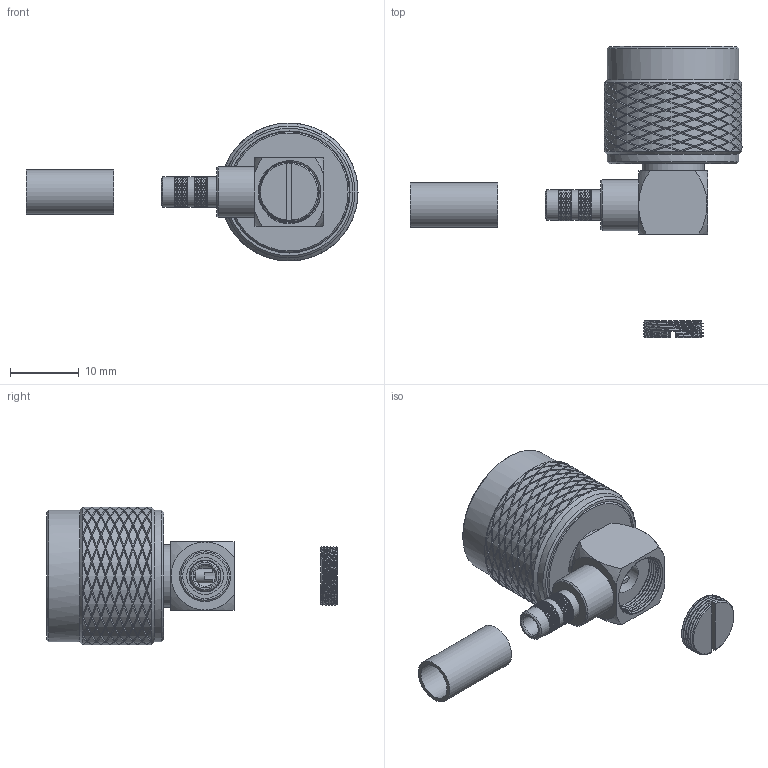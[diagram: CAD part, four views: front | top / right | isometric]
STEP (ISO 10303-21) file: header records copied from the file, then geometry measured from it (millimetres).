
FILE_DESCRIPTION(/* description */ ('Unknown'),/* implementation_level */ '2;1');
FILE_NAME(/* name */ '60436022210321',/* time_stamp */ '2022-03-16T16:32:45+01:00',/* author */ ('Unknown'),/* organization */ ('Unknown'),/* preprocessor_version */ 'ST-DEVELOPER v16.7',/* originating_system */ 'Solid Edge',/* authorisation */ 'Unknown');
FILE_SCHEMA (('AUTOMOTIVE_DESIGN {1 0 10303 214 3 1 1}'));
Length unit declared in the file: millimetre
Products named in the file (1): 60436022210321
Bounding box: 48.15 x 42.2 x 19.98 mm (x, y, z)
Volume: 4169.7 mm3; surface area: 6691.3 mm2
Topology: 3 solids, 3 shells, 4737 faces, 9786 edges, 5078 vertices
Faces by surface type: bspline 3473, cylinder 1003, plane 158, cone 99, torus 4
Full cylindrical faces by diameter (mm): 1.65 x1, 2.1 x2, 2.15 x2, 3.05 x1, 4.4 x3, 4.45 x1, 5.33 x1, 5.75 x1, 6.48 x1, 7 x1, 7.4 x1, 7.7 x1, 8 x1, 8.2 x1, 9 x2, 16.5 x3, 17.5 x2, 17.7 x2, 19.1 x2
Entity records: 269770 total; most frequent: CARTESIAN_POINT 176595, ORIENTED_EDGE 19422, EDGE_CURVE 9711, VERTEX_POINT 5053, EDGE_LOOP 4814, FACE_BOUND 4814, ADVANCED_FACE 4736, STYLED_ITEM 4706
